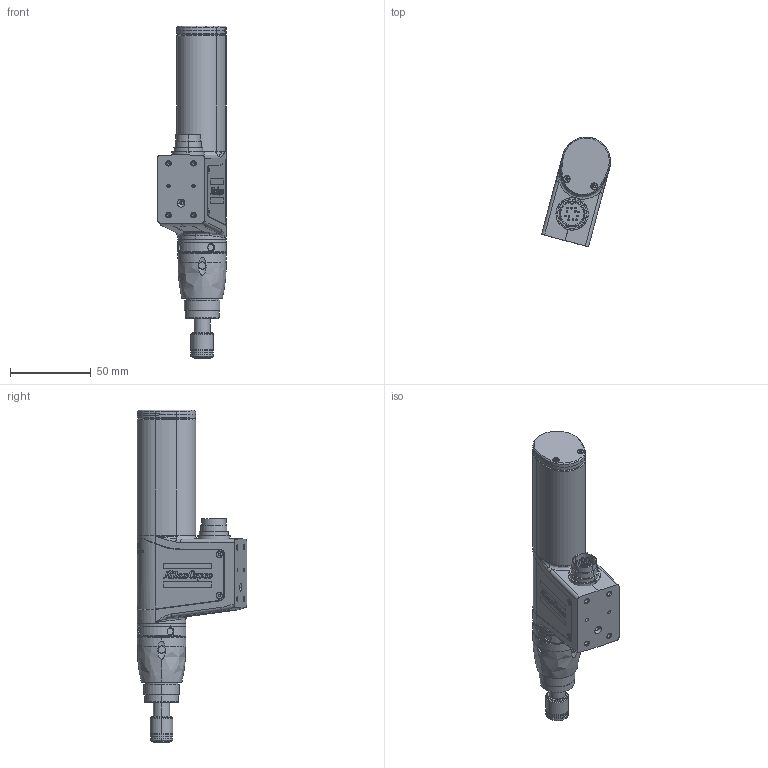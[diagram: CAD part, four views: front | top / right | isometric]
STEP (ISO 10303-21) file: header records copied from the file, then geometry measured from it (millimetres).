
FILE_DESCRIPTION((''),'2;1');
FILE_NAME('4224300209_ASM','2018-04-09T',('toocsr'),(''),'CREO PARAMETRIC BY PTC INC, 2016260','CREO PARAMETRIC BY PTC INC, 2016260','');
FILE_SCHEMA(('CONFIG_CONTROL_DESIGN','GEOMETRIC_VALIDATION_PROPERTIES_MIM'));
Products named in the file (25): 4216253400; 4216253600; 4216256600; 0993000295_SPEC_3; 0993160609_SPEC; 4216239420_AF0_ASM; 4216239480_ASM; 4216239481_ASM; 4216242774; 4216242776; 4224300149_ASM; 4216239704; 4216249501; 4216239602; 0502110042; 0335350142; 4090030600; 4216194300; 4224300163_ASM; 4216261300; 4216261600; 4224300176_ASM; 0219110036; 0219110066; 4224300209_ASM
Assembly tree (29 placements, depth 5):
  4224300209_ASM
    4216253400
    4216253600
    4216256600
    4216239481_ASM
      4216239480_ASM
        4216239420_AF0_ASM
          0993000295_SPEC_3
          0993160609_SPEC
    4224300149_ASM
      4216242774
      4216242776
    4224300163_ASM
      4216239704
      4216249501
      4216239602
      0502110042
      0335350142
      4090030600  x2
      4216194300
    4224300176_ASM
      4216261300
      4216261600
    0219110036  x4
    0219110066  x2
Bounding box: 42.56 x 67.66 x 205.1 mm (x, y, z)
Volume: 64529.7 mm3; surface area: 66325.7 mm2
Topology: 23 solids, 86 shells, 1572 faces, 4669 edges, 3240 vertices
Faces by surface type: cylinder 628, plane 471, cone 269, torus 89, bspline 83, sphere 32
Entity records: 75441 total; most frequent: CARTESIAN_POINT 19345, ORIENTED_EDGE 7861, DIRECTION 7732, PRESENTATION_STYLE_ASSIGNMENT 4620, EDGE_CURVE 4371, STYLED_ITEM 4342, CURVE_STYLE 4315, VERTEX_POINT 3076
